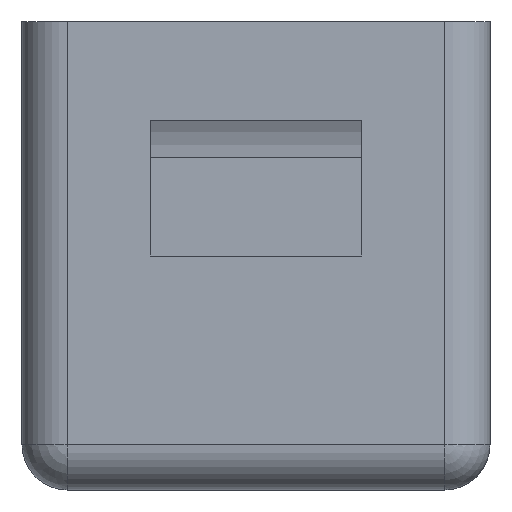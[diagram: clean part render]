
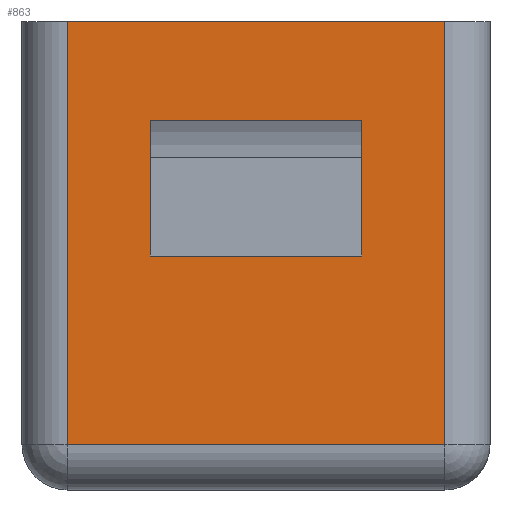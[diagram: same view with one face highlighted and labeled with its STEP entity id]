
A CAD part, front view. The second image highlights one B-rep face of the part: STEP entity #863.
In plain terms, the highlighted planar face has unit normal (0, -1, 0).
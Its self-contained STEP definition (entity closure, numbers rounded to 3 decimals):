
#863=ADVANCED_FACE('',(#2622,#2624),#2626,.T.);
#2622=FACE_BOUND('',#2623,.T.);
#2623=EDGE_LOOP('',(#4382,#4383,#4384,#4385));
#2624=FACE_BOUND('',#2625,.T.);
#2625=EDGE_LOOP('',(#4386,#4387,#4388,#4389));
#2626=PLANE('',#2627);
#2627=AXIS2_PLACEMENT_3D('',#2628,#2629,#2630);
#2628=CARTESIAN_POINT('',(-15.5,-39.,0.));
#2629=DIRECTION('',(0.,-1.,0.));
#2630=DIRECTION('',(1.,0.,0.));
#4382=ORIENTED_EDGE('',*,*,#5254,.F.);
#4383=ORIENTED_EDGE('',*,*,#5193,.T.);
#4384=ORIENTED_EDGE('',*,*,#5255,.T.);
#4385=ORIENTED_EDGE('',*,*,#5256,.F.);
#4386=ORIENTED_EDGE('',*,*,#5257,.T.);
#4387=ORIENTED_EDGE('',*,*,#5258,.T.);
#4388=ORIENTED_EDGE('',*,*,#5259,.T.);
#4389=ORIENTED_EDGE('',*,*,#5260,.T.);
#5193=EDGE_CURVE('',#5863,#5864,#5865,.T.);
#5254=EDGE_CURVE('',#5863,#5956,#5957,.T.);
#5255=EDGE_CURVE('',#5864,#5958,#5959,.T.);
#5256=EDGE_CURVE('',#5956,#5958,#5960,.T.);
#5257=EDGE_CURVE('',#5961,#5962,#5963,.F.);
#5258=EDGE_CURVE('',#5962,#5964,#5965,.F.);
#5259=EDGE_CURVE('',#5964,#5966,#5967,.F.);
#5260=EDGE_CURVE('',#5966,#5961,#5968,.F.);
#5863=VERTEX_POINT('',#7152);
#5864=VERTEX_POINT('',#7153);
#5865=LINE('',#7154,#7155);
#5956=VERTEX_POINT('',#7422);
#5957=LINE('',#7423,#7424);
#5958=VERTEX_POINT('',#7426);
#5959=LINE('',#7427,#7428);
#5960=LINE('',#7430,#7431);
#5961=VERTEX_POINT('',#7433);
#5962=VERTEX_POINT('',#7434);
#5963=LINE('',#7435,#7436);
#5964=VERTEX_POINT('',#7438);
#5965=LINE('',#7439,#7440);
#5966=VERTEX_POINT('',#7442);
#5967=LINE('',#7443,#7444);
#5968=LINE('',#7446,#7447);
#7152=CARTESIAN_POINT('',(-12.5,-39.,3.));
#7153=CARTESIAN_POINT('',(12.5,-39.,3.));
#7154=CARTESIAN_POINT('',(-12.5,-39.,3.));
#7155=VECTOR('',#7156,1.);
#7156=DIRECTION('',(1.,0.,0.));
#7422=CARTESIAN_POINT('',(-12.5,-39.,31.));
#7423=CARTESIAN_POINT('',(-12.5,-39.,3.));
#7424=VECTOR('',#7425,1.);
#7425=DIRECTION('',(0.,0.,1.));
#7426=CARTESIAN_POINT('',(12.5,-39.,31.));
#7427=CARTESIAN_POINT('',(12.5,-39.,3.));
#7428=VECTOR('',#7429,1.);
#7429=DIRECTION('',(0.,0.,1.));
#7430=CARTESIAN_POINT('',(-12.5,-39.,31.));
#7431=VECTOR('',#7432,1.);
#7432=DIRECTION('',(1.,0.,0.));
#7433=CARTESIAN_POINT('',(7.,-39.,24.5));
#7434=CARTESIAN_POINT('',(7.,-39.,15.5));
#7435=CARTESIAN_POINT('',(7.,-39.,15.5));
#7436=VECTOR('',#7437,1.);
#7437=DIRECTION('',(0.,0.,1.));
#7438=CARTESIAN_POINT('',(-7.,-39.,15.5));
#7439=CARTESIAN_POINT('',(-7.,-39.,15.5));
#7440=VECTOR('',#7441,1.);
#7441=DIRECTION('',(1.,0.,0.));
#7442=CARTESIAN_POINT('',(-7.,-39.,24.5));
#7443=CARTESIAN_POINT('',(-7.,-39.,24.5));
#7444=VECTOR('',#7445,1.);
#7445=DIRECTION('',(0.,0.,-1.));
#7446=CARTESIAN_POINT('',(7.,-39.,24.5));
#7447=VECTOR('',#7448,1.);
#7448=DIRECTION('',(-1.,0.,0.));
